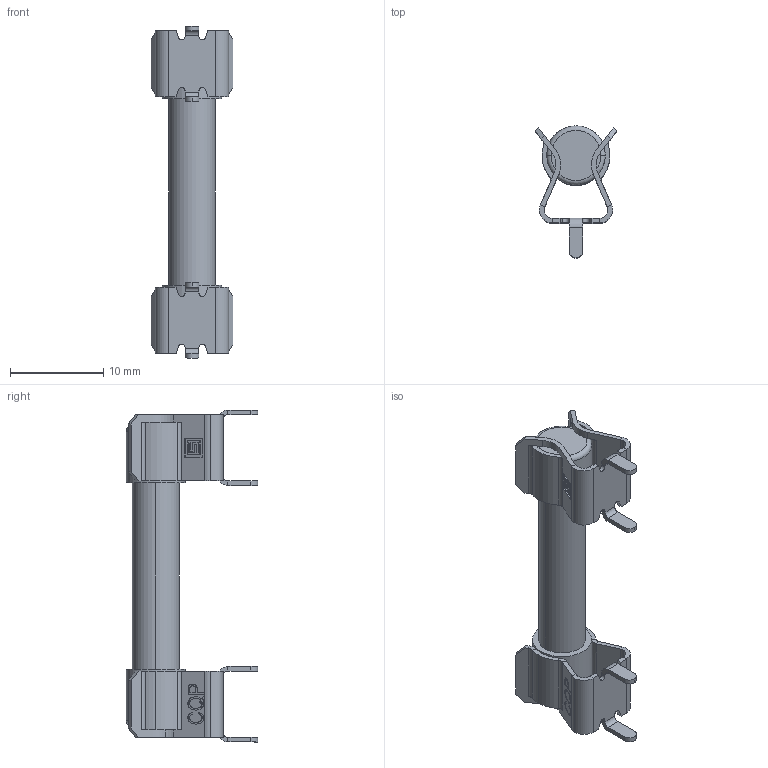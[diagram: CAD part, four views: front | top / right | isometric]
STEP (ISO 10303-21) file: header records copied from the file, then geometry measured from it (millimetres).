
FILE_DESCRIPTION (( 'STEP AP214' ), '1' );
FILE_NAME ('8040.0001.STEP', '2018-07-12T11:22:31', ( '' ), ( '' ), 'SwSTEP 2.0', 'SolidWorks 2017', '' );
FILE_SCHEMA (( 'AUTOMOTIVE_DESIGN' ));
Length unit declared in the file: millimetre
Products named in the file (1): 8040.0001
Bounding box: 8.77 x 14.13 x 35.6 mm (x, y, z)
Volume: 968.8 mm3; surface area: 1391.7 mm2
Topology: 1 solids, 1 shells, 352 faces, 936 edges, 592 vertices
Faces by surface type: plane 204, cylinder 88, bspline 56, torus 4
Entity records: 17774 total; most frequent: CARTESIAN_POINT 5511, ORIENTED_EDGE 1872, DIRECTION 1602, EDGE_CURVE 936, VECTOR 604, LINE 604, VERTEX_POINT 592, AXIS2_PLACEMENT_3D 499
